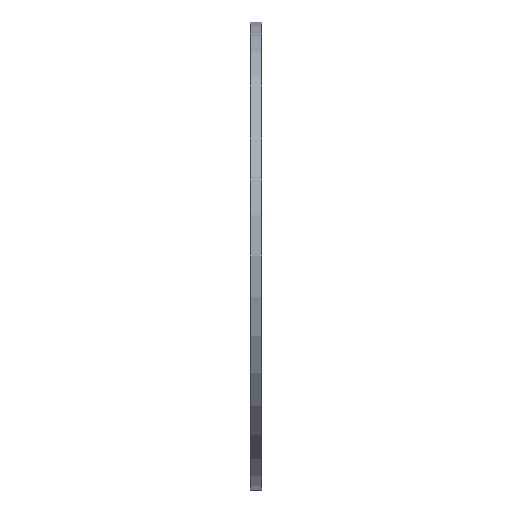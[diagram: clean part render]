
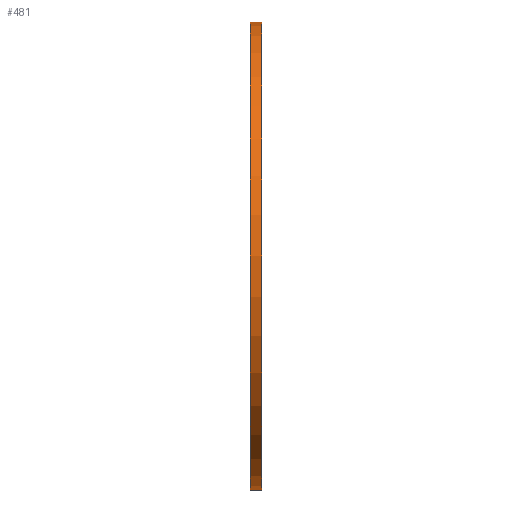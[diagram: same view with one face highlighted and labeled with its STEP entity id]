
A CAD part, left-side view. The second image highlights one B-rep face of the part: STEP entity #481.
In plain terms, the highlighted cylindrical face has radius 60 mm (diameter 120 mm), a partial arc.
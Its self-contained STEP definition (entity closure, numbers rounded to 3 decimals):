
#6 = CYLINDRICAL_SURFACE ( 'NONE', #556, 60. ) ;
#17 = CARTESIAN_POINT ( 'NONE',  ( 0., 1.5, 0. ) ) ;
#33 = ORIENTED_EDGE ( 'NONE', *, *, #558, .T. ) ;
#56 = CARTESIAN_POINT ( 'NONE',  ( 0., 1.5, -60. ) ) ;
#100 = LINE ( 'NONE', #839, #957 ) ;
#152 = CARTESIAN_POINT ( 'NONE',  ( 0., 1.5, 0. ) ) ;
#184 = DIRECTION ( 'NONE',  ( 0., 0., -1. ) ) ;
#198 = CARTESIAN_POINT ( 'NONE',  ( 0., -1.5, -60. ) ) ;
#238 = EDGE_LOOP ( 'NONE', ( #349, #866, #33, #570 ) ) ;
#240 = FACE_OUTER_BOUND ( 'NONE', #238, .T. ) ;
#244 = DIRECTION ( 'NONE',  ( 0., -1., 0. ) ) ;
#259 = LINE ( 'NONE', #930, #750 ) ;
#261 = VERTEX_POINT ( 'NONE', #530 ) ;
#280 = CIRCLE ( 'NONE', #564, 60. ) ;
#339 = DIRECTION ( 'NONE',  ( 0., -1., 0. ) ) ;
#349 = ORIENTED_EDGE ( 'NONE', *, *, #568, .F. ) ;
#369 = DIRECTION ( 'NONE',  ( 0., 0., 1. ) ) ;
#390 = VERTEX_POINT ( 'NONE', #543 ) ;
#458 = DIRECTION ( 'NONE',  ( 0., 1., 0. ) ) ;
#481 = ADVANCED_FACE ( 'NONE', ( #240 ), #6, .T. ) ;
#530 = CARTESIAN_POINT ( 'NONE',  ( 0., -1.5, 60. ) ) ;
#538 = DIRECTION ( 'NONE',  ( 0., 0., 1. ) ) ;
#543 = CARTESIAN_POINT ( 'NONE',  ( 0., 1.5, 60. ) ) ;
#556 = AXIS2_PLACEMENT_3D ( 'NONE', #17, #339, #184 ) ;
#558 = EDGE_CURVE ( 'NONE', #983, #940, #259, .T. ) ;
#564 = AXIS2_PLACEMENT_3D ( 'NONE', #152, #458, #538 ) ;
#568 = EDGE_CURVE ( 'NONE', #390, #261, #100, .T. ) ;
#570 = ORIENTED_EDGE ( 'NONE', *, *, #754, .T. ) ;
#750 = VECTOR ( 'NONE', #788, 1000. ) ;
#754 = EDGE_CURVE ( 'NONE', #940, #261, #943, .T. ) ;
#788 = DIRECTION ( 'NONE',  ( 0., -1., 0. ) ) ;
#792 = EDGE_CURVE ( 'NONE', #983, #390, #280, .T. ) ;
#829 = AXIS2_PLACEMENT_3D ( 'NONE', #911, #968, #369 ) ;
#839 = CARTESIAN_POINT ( 'NONE',  ( 0., 1.5, 60. ) ) ;
#866 = ORIENTED_EDGE ( 'NONE', *, *, #792, .F. ) ;
#911 = CARTESIAN_POINT ( 'NONE',  ( 0., -1.5, 0. ) ) ;
#930 = CARTESIAN_POINT ( 'NONE',  ( 0., 1.5, -60. ) ) ;
#940 = VERTEX_POINT ( 'NONE', #198 ) ;
#943 = CIRCLE ( 'NONE', #829, 60. ) ;
#957 = VECTOR ( 'NONE', #244, 1000. ) ;
#968 = DIRECTION ( 'NONE',  ( 0., 1., 0. ) ) ;
#983 = VERTEX_POINT ( 'NONE', #56 ) ;
